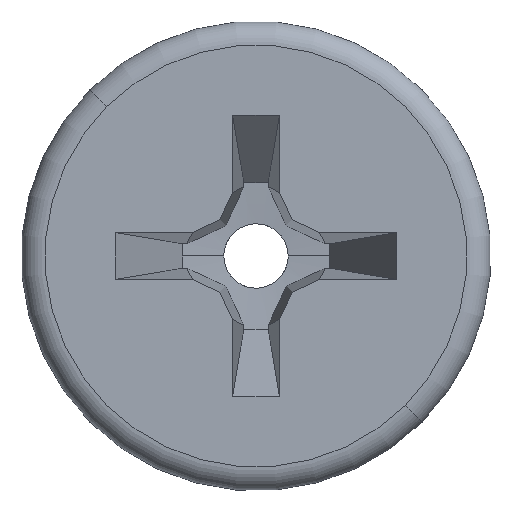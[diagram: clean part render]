
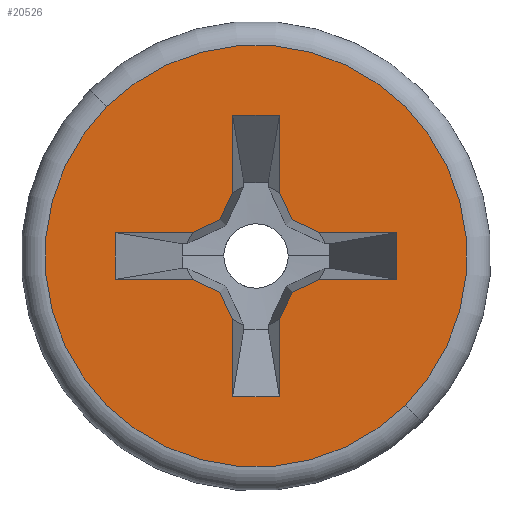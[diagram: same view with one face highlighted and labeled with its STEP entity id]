
A CAD part, left-side view. The second image highlights one B-rep face of the part: STEP entity #20526.
In plain terms, the highlighted planar face has unit normal (-1, 0, 0).
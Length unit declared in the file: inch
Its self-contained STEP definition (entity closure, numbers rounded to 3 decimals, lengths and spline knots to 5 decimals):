
#10860=CARTESIAN_POINT('',(0.,0.,0.));
#10861=DIRECTION('',(-1.,0.,0.));
#10862=DIRECTION('',(0.,1.,0.));
#10863=AXIS2_PLACEMENT_3D('',#10860,#10861,#10862);
#10865=CARTESIAN_POINT('',(0.,0.,0.));
#10866=DIRECTION('',(1.,0.,0.));
#10867=DIRECTION('',(0.,1.,0.));
#10868=AXIS2_PLACEMENT_3D('',#10865,#10866,#10867);
#10870=DIRECTION('',(0.,-0.707,-0.707));
#10871=VECTOR('',#10870,0.046);
#10872=CARTESIAN_POINT('',(0.,0.11384,-0.08132));
#10873=LINE('',#10872,#10871);
#10874=DIRECTION('',(0.,0.707,-0.707));
#10875=VECTOR('',#10874,0.07597);
#10876=CARTESIAN_POINT('',(0.,0.0276,-0.06013));
#10877=LINE('',#10876,#10875);
#10878=DIRECTION('',(0.,0.94,-0.342));
#10879=VECTOR('',#10878,0.02937);
#10880=CARTESIAN_POINT('',(0.,0.,-0.05008));
#10881=LINE('',#10880,#10879);
#10882=DIRECTION('',(0.,0.94,0.342));
#10883=VECTOR('',#10882,0.02937);
#10884=CARTESIAN_POINT('',(0.,-0.0276,-0.06013));
#10885=LINE('',#10884,#10883);
#10886=DIRECTION('',(0.,-0.707,-0.707));
#10887=VECTOR('',#10886,0.07597);
#10888=CARTESIAN_POINT('',(0.,-0.0276,-0.06013));
#10889=LINE('',#10888,#10887);
#10890=DIRECTION('',(0.,0.707,-0.707));
#10891=VECTOR('',#10890,0.046);
#10892=CARTESIAN_POINT('',(0.,-0.11384,-0.08132));
#10893=LINE('',#10892,#10891);
#10894=DIRECTION('',(0.,-0.707,-0.707));
#10895=VECTOR('',#10894,0.07597);
#10896=CARTESIAN_POINT('',(0.,-0.06013,-0.0276));
#10897=LINE('',#10896,#10895);
#10898=DIRECTION('',(0.,-0.342,-0.94));
#10899=VECTOR('',#10898,0.02937);
#10900=CARTESIAN_POINT('',(0.,-0.05008,0.));
#10901=LINE('',#10900,#10899);
#10902=DIRECTION('',(0.,0.342,-0.94));
#10903=VECTOR('',#10902,0.02937);
#10904=CARTESIAN_POINT('',(0.,-0.06013,0.0276));
#10905=LINE('',#10904,#10903);
#10906=DIRECTION('',(0.,0.707,-0.707));
#10907=VECTOR('',#10906,0.07597);
#10908=CARTESIAN_POINT('',(0.,-0.11384,0.08132));
#10909=LINE('',#10908,#10907);
#10910=DIRECTION('',(0.,-0.707,-0.707));
#10911=VECTOR('',#10910,0.046);
#10912=CARTESIAN_POINT('',(0.,-0.08132,0.11384));
#10913=LINE('',#10912,#10911);
#10914=DIRECTION('',(0.,0.707,-0.707));
#10915=VECTOR('',#10914,0.07597);
#10916=CARTESIAN_POINT('',(0.,-0.08132,0.11384));
#10917=LINE('',#10916,#10915);
#10918=DIRECTION('',(0.,-0.94,0.342));
#10919=VECTOR('',#10918,0.02937);
#10920=CARTESIAN_POINT('',(0.,0.,0.05008));
#10921=LINE('',#10920,#10919);
#10922=DIRECTION('',(0.,-0.94,-0.342));
#10923=VECTOR('',#10922,0.02937);
#10924=CARTESIAN_POINT('',(0.,0.0276,0.06013));
#10925=LINE('',#10924,#10923);
#10926=DIRECTION('',(0.,-0.707,-0.707));
#10927=VECTOR('',#10926,0.07597);
#10928=CARTESIAN_POINT('',(0.,0.08132,0.11384));
#10929=LINE('',#10928,#10927);
#10930=DIRECTION('',(0.,0.707,-0.707));
#10931=VECTOR('',#10930,0.046);
#10932=CARTESIAN_POINT('',(0.,0.08132,0.11384));
#10933=LINE('',#10932,#10931);
#10934=DIRECTION('',(0.,-0.707,-0.707));
#10935=VECTOR('',#10934,0.07597);
#10936=CARTESIAN_POINT('',(0.,0.11384,0.08132));
#10937=LINE('',#10936,#10935);
#10938=DIRECTION('',(0.,0.342,0.94));
#10939=VECTOR('',#10938,0.02937);
#10940=CARTESIAN_POINT('',(0.,0.05008,0.));
#10941=LINE('',#10940,#10939);
#10942=DIRECTION('',(0.,-0.342,0.94));
#10943=VECTOR('',#10942,0.02937);
#10944=CARTESIAN_POINT('',(0.,0.06013,-0.0276));
#10945=LINE('',#10944,#10943);
#10946=DIRECTION('',(0.,0.707,-0.707));
#10947=VECTOR('',#10946,0.07597);
#10948=CARTESIAN_POINT('',(0.,0.06013,-0.0276));
#10949=LINE('',#10948,#10947);
#13481=CARTESIAN_POINT('',(0.,0.11384,-0.08132));
#13482=CARTESIAN_POINT('',(0.,0.08132,-0.11384));
#13483=VERTEX_POINT('',#13481);
#13484=VERTEX_POINT('',#13482);
#13485=CARTESIAN_POINT('',(0.,0.06013,-0.0276));
#13486=VERTEX_POINT('',#13485);
#13487=CARTESIAN_POINT('',(0.,0.05008,0.));
#13488=VERTEX_POINT('',#13487);
#13489=CARTESIAN_POINT('',(0.,0.06013,0.0276));
#13490=VERTEX_POINT('',#13489);
#13491=CARTESIAN_POINT('',(0.,0.11384,0.08132));
#13492=VERTEX_POINT('',#13491);
#13493=CARTESIAN_POINT('',(0.,0.08132,0.11384));
#13494=VERTEX_POINT('',#13493);
#13495=CARTESIAN_POINT('',(0.,0.0276,0.06013));
#13496=VERTEX_POINT('',#13495);
#13497=CARTESIAN_POINT('',(0.,0.,0.05008));
#13498=VERTEX_POINT('',#13497);
#13499=CARTESIAN_POINT('',(0.,-0.0276,0.06013));
#13500=VERTEX_POINT('',#13499);
#13501=CARTESIAN_POINT('',(0.,-0.08132,0.11384));
#13502=VERTEX_POINT('',#13501);
#13503=CARTESIAN_POINT('',(0.,-0.11384,0.08132));
#13504=VERTEX_POINT('',#13503);
#13505=CARTESIAN_POINT('',(0.,-0.06013,0.0276));
#13506=VERTEX_POINT('',#13505);
#13507=CARTESIAN_POINT('',(0.,-0.05008,0.));
#13508=VERTEX_POINT('',#13507);
#13509=CARTESIAN_POINT('',(0.,-0.06013,-0.0276));
#13510=VERTEX_POINT('',#13509);
#13511=CARTESIAN_POINT('',(0.,-0.11384,-0.08132));
#13512=VERTEX_POINT('',#13511);
#13513=CARTESIAN_POINT('',(0.,-0.08132,-0.11384));
#13514=VERTEX_POINT('',#13513);
#13515=CARTESIAN_POINT('',(0.,-0.0276,-0.06013));
#13516=VERTEX_POINT('',#13515);
#13517=CARTESIAN_POINT('',(0.,0.,-0.05008));
#13518=VERTEX_POINT('',#13517);
#13519=CARTESIAN_POINT('',(0.,0.0276,-0.06013));
#13520=VERTEX_POINT('',#13519);
#13615=CARTESIAN_POINT('',(0.,0.20655,0.));
#13616=VERTEX_POINT('',#13615);
#13617=CARTESIAN_POINT('',(0.,-0.20655,0.));
#13618=VERTEX_POINT('',#13617);
#20493=CARTESIAN_POINT('',(0.,0.,0.));
#20494=DIRECTION('',(1.,0.,0.));
#20495=DIRECTION('',(0.,-1.,0.));
#20496=AXIS2_PLACEMENT_3D('',#20493,#20494,#20495);
#20497=PLANE('',#20496);
#20499=ORIENTED_EDGE('',*,*,#20498,.F.);
#20501=ORIENTED_EDGE('',*,*,#20500,.T.);
#20502=EDGE_LOOP('',(#20499,#20501));
#20503=FACE_OUTER_BOUND('',#20502,.F.);
#20504=ORIENTED_EDGE('',*,*,#20314,.T.);
#20505=ORIENTED_EDGE('',*,*,#20328,.F.);
#20506=ORIENTED_EDGE('',*,*,#20354,.F.);
#20507=ORIENTED_EDGE('',*,*,#20380,.F.);
#20508=ORIENTED_EDGE('',*,*,#20394,.T.);
#20509=ORIENTED_EDGE('',*,*,#20408,.F.);
#20510=ORIENTED_EDGE('',*,*,#20422,.F.);
#20511=ORIENTED_EDGE('',*,*,#20448,.F.);
#20512=ORIENTED_EDGE('',*,*,#20474,.F.);
#20513=ORIENTED_EDGE('',*,*,#20487,.F.);
#20514=ORIENTED_EDGE('',*,*,#20123,.F.);
#20515=ORIENTED_EDGE('',*,*,#20139,.T.);
#20516=ORIENTED_EDGE('',*,*,#20165,.F.);
#20517=ORIENTED_EDGE('',*,*,#20191,.F.);
#20518=ORIENTED_EDGE('',*,*,#20205,.F.);
#20519=ORIENTED_EDGE('',*,*,#20219,.T.);
#20520=ORIENTED_EDGE('',*,*,#20233,.T.);
#20521=ORIENTED_EDGE('',*,*,#20259,.F.);
#20522=ORIENTED_EDGE('',*,*,#20285,.F.);
#20523=ORIENTED_EDGE('',*,*,#20299,.T.);
#20524=EDGE_LOOP('',(#20504,#20505,#20506,#20507,#20508,#20509,#20510,#20511,
#20512,#20513,#20514,#20515,#20516,#20517,#20518,#20519,#20520,#20521,#20522,
#20523));
#20525=FACE_BOUND('',#20524,.F.);
#10864=CIRCLE('',#10863,0.20655);
#10869=CIRCLE('',#10868,0.20655);
#20123=EDGE_CURVE('',#13502,#13504,#10913,.T.);
#20139=EDGE_CURVE('',#13502,#13500,#10917,.T.);
#20165=EDGE_CURVE('',#13498,#13500,#10921,.T.);
#20191=EDGE_CURVE('',#13496,#13498,#10925,.T.);
#20205=EDGE_CURVE('',#13494,#13496,#10929,.T.);
#20219=EDGE_CURVE('',#13494,#13492,#10933,.T.);
#20233=EDGE_CURVE('',#13492,#13490,#10937,.T.);
#20259=EDGE_CURVE('',#13488,#13490,#10941,.T.);
#20285=EDGE_CURVE('',#13486,#13488,#10945,.T.);
#20299=EDGE_CURVE('',#13486,#13483,#10949,.T.);
#20314=EDGE_CURVE('',#13483,#13484,#10873,.T.);
#20328=EDGE_CURVE('',#13520,#13484,#10877,.T.);
#20354=EDGE_CURVE('',#13518,#13520,#10881,.T.);
#20380=EDGE_CURVE('',#13516,#13518,#10885,.T.);
#20394=EDGE_CURVE('',#13516,#13514,#10889,.T.);
#20408=EDGE_CURVE('',#13512,#13514,#10893,.T.);
#20422=EDGE_CURVE('',#13510,#13512,#10897,.T.);
#20448=EDGE_CURVE('',#13508,#13510,#10901,.T.);
#20474=EDGE_CURVE('',#13506,#13508,#10905,.T.);
#20487=EDGE_CURVE('',#13504,#13506,#10909,.T.);
#20498=EDGE_CURVE('',#13616,#13618,#10864,.T.);
#20500=EDGE_CURVE('',#13616,#13618,#10869,.T.);
#20526=ADVANCED_FACE('',(#20503,#20525),#20497,.F.);
